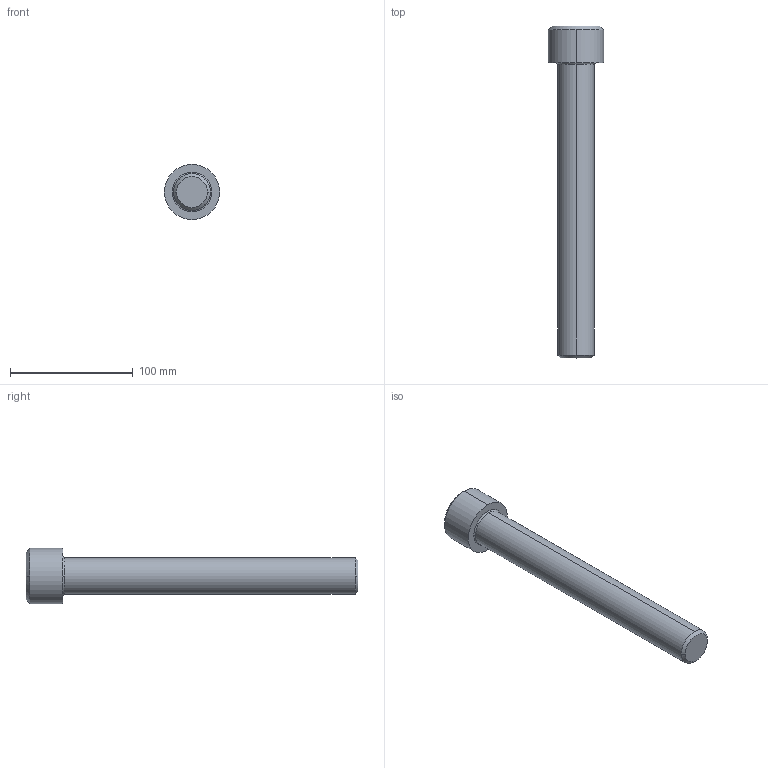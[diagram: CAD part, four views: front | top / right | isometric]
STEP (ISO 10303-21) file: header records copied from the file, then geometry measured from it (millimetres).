
FILE_DESCRIPTION(('CoCreate Modeling STEP Export'),'2;1');
FILE_NAME('b3.stå.stp','2011-05-24T 9:07:13',(''),(''),'CoCreate Modeling STEP processor for AP214 (Solid Model)','CoCreate Modeling 18.0P1120 20-Nov-2010 (C) Parametric Technology GmbH','');
FILE_SCHEMA(('AUTOMOTIVE_DESIGN { 1 0 10303 214 1 1 1 1 }'));
Length unit declared in the file: millimetre
Products named in the file (4): 58484_19.PRT; 58484_1.ASM; PART_58484_1.stp; p1
Assembly tree (2 placements, depth 3):
  PART_58484_1.stp
    58484_1.ASM
      58484_19.PRT
  p1
Bounding box: 45 x 270 x 45 mm (x, y, z)
Volume: 209008 mm3; surface area: 30827 mm2
Topology: 1 solids, 1 shells, 32 faces, 72 edges, 44 vertices
Faces by surface type: plane 16, cylinder 10, cone 4, torus 2
Entity records: 924 total; most frequent: CARTESIAN_POINT 174, ORIENTED_EDGE 144, DIRECTION 132, EDGE_CURVE 72, AXIS2_PLACEMENT_3D 44, VECTOR 44, LINE 44, VERTEX_POINT 44
